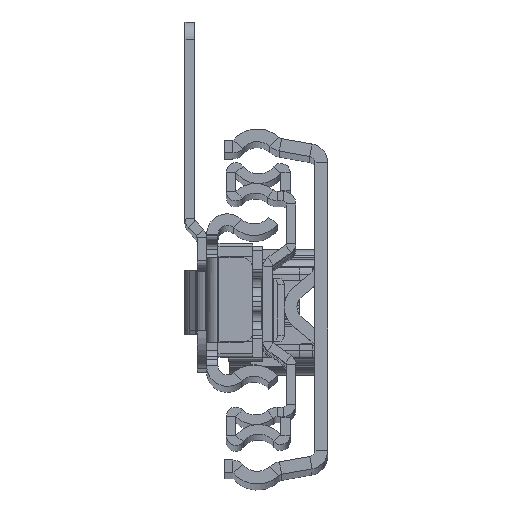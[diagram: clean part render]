
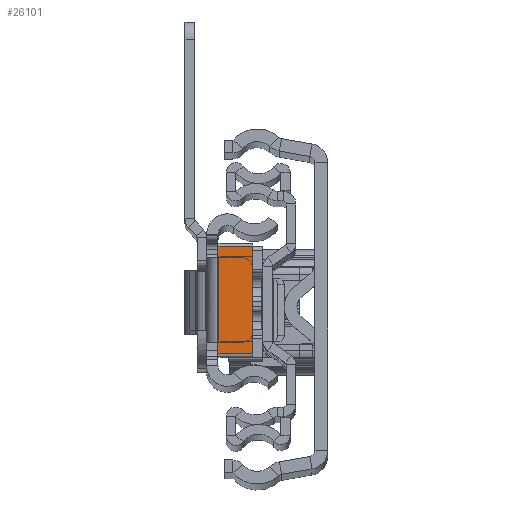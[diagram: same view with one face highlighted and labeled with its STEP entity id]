
A CAD part, top view. The second image highlights one B-rep face of the part: STEP entity #26101.
In plain terms, the highlighted planar face has unit normal (0, 0, 1).
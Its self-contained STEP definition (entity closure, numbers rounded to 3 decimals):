
#22 = CARTESIAN_POINT ( 'NONE',  ( 0., -8.5, 0. ) ) ;
#701 = VECTOR ( 'NONE', #3463, 1000. ) ;
#949 = VECTOR ( 'NONE', #21276, 1000. ) ;
#1853 = ORIENTED_EDGE ( 'NONE', *, *, #8487, .T. ) ;
#3289 = ORIENTED_EDGE ( 'NONE', *, *, #12107, .T. ) ;
#3463 = DIRECTION ( 'NONE',  ( -1., 0., 0. ) ) ;
#4469 = EDGE_CURVE ( 'NONE', #24984, #16823, #21447, .T. ) ;
#4801 = CARTESIAN_POINT ( 'NONE',  ( 0., 8.5, 0. ) ) ;
#5450 = ORIENTED_EDGE ( 'NONE', *, *, #4469, .T. ) ;
#6112 = PLANE ( 'NONE',  #28266 ) ;
#7151 = CARTESIAN_POINT ( 'NONE',  ( 0., 8.5, 0. ) ) ;
#7820 = DIRECTION ( 'NONE',  ( 0., -1., 0. ) ) ;
#8487 = EDGE_CURVE ( 'NONE', #20487, #13818, #14937, .T. ) ;
#11283 = CARTESIAN_POINT ( 'NONE',  ( 0., 11114.482, 0. ) ) ;
#11827 = DIRECTION ( 'NONE',  ( 0., 0., 1. ) ) ;
#11905 = VECTOR ( 'NONE', #7820, 1000. ) ;
#12107 = EDGE_CURVE ( 'NONE', #16823, #20487, #26512, .T. ) ;
#12550 = CARTESIAN_POINT ( 'NONE',  ( 0., 11114.482, 0. ) ) ;
#13818 = VERTEX_POINT ( 'NONE', #24617 ) ;
#14937 = LINE ( 'NONE', #23721, #949 ) ;
#15735 = CARTESIAN_POINT ( 'NONE',  ( 0., -8.5, 0. ) ) ;
#15988 = DIRECTION ( 'NONE',  ( 1., 0., 0. ) ) ;
#16502 = VECTOR ( 'NONE', #20186, 1000. ) ;
#16823 = VERTEX_POINT ( 'NONE', #22 ) ;
#17032 = CARTESIAN_POINT ( 'NONE',  ( 5.5, -8.5, 0. ) ) ;
#18495 = EDGE_LOOP ( 'NONE', ( #5450, #3289, #1853, #23884 ) ) ;
#18787 = LINE ( 'NONE', #4801, #701 ) ;
#19590 = FACE_OUTER_BOUND ( 'NONE', #18495, .T. ) ;
#19993 = EDGE_CURVE ( 'NONE', #13818, #24984, #18787, .T. ) ;
#20186 = DIRECTION ( 'NONE',  ( 1., 0., 0. ) ) ;
#20487 = VERTEX_POINT ( 'NONE', #17032 ) ;
#21276 = DIRECTION ( 'NONE',  ( 0., 1., 0. ) ) ;
#21447 = LINE ( 'NONE', #12550, #11905 ) ;
#23721 = CARTESIAN_POINT ( 'NONE',  ( 5.5, 11114.482, 0. ) ) ;
#23884 = ORIENTED_EDGE ( 'NONE', *, *, #19993, .T. ) ;
#24617 = CARTESIAN_POINT ( 'NONE',  ( 5.5, 8.5, 0. ) ) ;
#24984 = VERTEX_POINT ( 'NONE', #7151 ) ;
#26101 = ADVANCED_FACE ( 'NONE', ( #19590 ), #6112, .T. ) ;
#26512 = LINE ( 'NONE', #15735, #16502 ) ;
#28266 = AXIS2_PLACEMENT_3D ( 'NONE', #11283, #11827, #15988 ) ;
